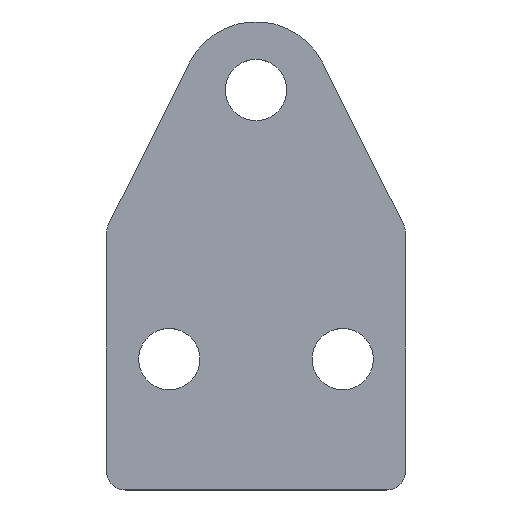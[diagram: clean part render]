
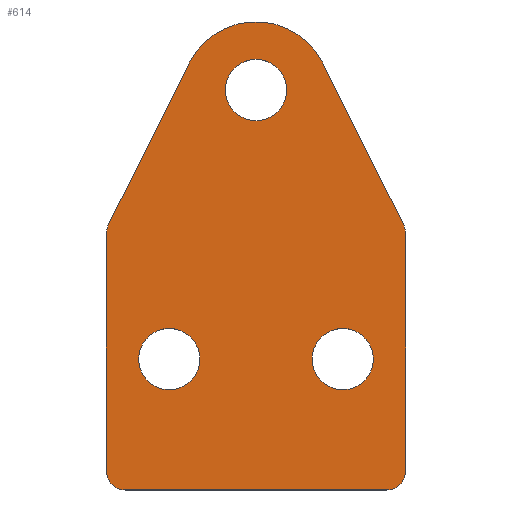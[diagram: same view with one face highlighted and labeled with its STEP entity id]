
A CAD part, top view. The second image highlights one B-rep face of the part: STEP entity #614.
In plain terms, the highlighted planar face has unit normal (0, 0, 1).
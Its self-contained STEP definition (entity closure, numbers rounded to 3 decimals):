
#14 = VERTEX_POINT ( 'NONE', #275 ) ;
#17 = FACE_OUTER_BOUND ( 'NONE', #25, .T. ) ;
#18 = AXIS2_PLACEMENT_3D ( 'NONE', #123, #562, #42 ) ;
#22 = FACE_BOUND ( 'NONE', #496, .T. ) ;
#25 = EDGE_LOOP ( 'NONE', ( #385, #161, #536, #533, #567, #393, #518, #52, #368, #590 ) ) ;
#28 = DIRECTION ( 'NONE',  ( 1., 0., 0. ) ) ;
#33 = EDGE_CURVE ( 'NONE', #197, #552, #454, .T. ) ;
#37 = VECTOR ( 'NONE', #65, 1000. ) ;
#39 = AXIS2_PLACEMENT_3D ( 'NONE', #528, #169, #28 ) ;
#42 = DIRECTION ( 'NONE',  ( 1., 0., 0. ) ) ;
#45 = EDGE_CURVE ( 'NONE', #552, #197, #627, .T. ) ;
#47 = AXIS2_PLACEMENT_3D ( 'NONE', #227, #522, #88 ) ;
#49 = ORIENTED_EDGE ( 'NONE', *, *, #278, .F. ) ;
#51 = DIRECTION ( 'NONE',  ( 1., 0., 0. ) ) ;
#52 = ORIENTED_EDGE ( 'NONE', *, *, #345, .T. ) ;
#64 = VERTEX_POINT ( 'NONE', #187 ) ;
#65 = DIRECTION ( 'NONE',  ( -0.447, -0.894, 0. ) ) ;
#71 = VECTOR ( 'NONE', #557, 1000. ) ;
#73 = CARTESIAN_POINT ( 'NONE',  ( -20., -15., 3. ) ) ;
#74 = DIRECTION ( 'NONE',  ( 0., 0., 1. ) ) ;
#77 = CARTESIAN_POINT ( 'NONE',  ( 19.736, 18.028, 3. ) ) ;
#78 = EDGE_CURVE ( 'NONE', #153, #402, #106, .T. ) ;
#88 = DIRECTION ( 'NONE',  ( 1., 0., 0. ) ) ;
#98 = CARTESIAN_POINT ( 'NONE',  ( 20., -17.5, 3. ) ) ;
#102 = LINE ( 'NONE', #98, #510 ) ;
#103 = CIRCLE ( 'NONE', #335, 2.5 ) ;
#104 = DIRECTION ( 'NONE',  ( 1., 0., 0. ) ) ;
#106 = CIRCLE ( 'NONE', #39, 10. ) ;
#110 = LINE ( 'NONE', #295, #579 ) ;
#115 = VERTEX_POINT ( 'NONE', #560 ) ;
#118 = ORIENTED_EDGE ( 'NONE', *, *, #33, .F. ) ;
#119 = DIRECTION ( 'NONE',  ( 1., 0., 0. ) ) ;
#123 = CARTESIAN_POINT ( 'NONE',  ( -11.6, 0., 3. ) ) ;
#139 = LINE ( 'NONE', #271, #273 ) ;
#147 = CIRCLE ( 'NONE', #508, 2.5 ) ;
#151 = DIRECTION ( 'NONE',  ( 0., 0., 1. ) ) ;
#153 = VERTEX_POINT ( 'NONE', #504 ) ;
#156 = DIRECTION ( 'NONE',  ( 1., 0., 0. ) ) ;
#161 = ORIENTED_EDGE ( 'NONE', *, *, #78, .T. ) ;
#163 = AXIS2_PLACEMENT_3D ( 'NONE', #531, #151, #287 ) ;
#169 = DIRECTION ( 'NONE',  ( 0., 0., 1. ) ) ;
#171 = FACE_BOUND ( 'NONE', #343, .T. ) ;
#187 = CARTESIAN_POINT ( 'NONE',  ( -4.1, 36., 3. ) ) ;
#188 = EDGE_CURVE ( 'NONE', #631, #260, #337, .T. ) ;
#192 = AXIS2_PLACEMENT_3D ( 'NONE', #342, #213, #268 ) ;
#193 = CARTESIAN_POINT ( 'NONE',  ( -17.5, -15., 3. ) ) ;
#195 = DIRECTION ( 'NONE',  ( 0., 0., 1. ) ) ;
#197 = VERTEX_POINT ( 'NONE', #384 ) ;
#198 = DIRECTION ( 'NONE',  ( 0., 0., 1. ) ) ;
#199 = CIRCLE ( 'NONE', #491, 2.5 ) ;
#200 = EDGE_CURVE ( 'NONE', #456, #214, #102, .T. ) ;
#206 = EDGE_CURVE ( 'NONE', #64, #548, #559, .T. ) ;
#212 = CARTESIAN_POINT ( 'NONE',  ( 0., 0., 3. ) ) ;
#213 = DIRECTION ( 'NONE',  ( 0., 0., 1. ) ) ;
#214 = VERTEX_POINT ( 'NONE', #436 ) ;
#227 = CARTESIAN_POINT ( 'NONE',  ( -11.6, 0., 3. ) ) ;
#235 = EDGE_CURVE ( 'NONE', #260, #631, #274, .T. ) ;
#240 = DIRECTION ( 'NONE',  ( 0., 0., 1. ) ) ;
#257 = LINE ( 'NONE', #595, #37 ) ;
#260 = VERTEX_POINT ( 'NONE', #483 ) ;
#261 = CARTESIAN_POINT ( 'NONE',  ( -17.5, -17.5, 3. ) ) ;
#264 = LINE ( 'NONE', #553, #71 ) ;
#265 = DIRECTION ( 'NONE',  ( 1., 0., 0. ) ) ;
#268 = DIRECTION ( 'NONE',  ( 1., 0., 0. ) ) ;
#271 = CARTESIAN_POINT ( 'NONE',  ( -20., -17.5, 3. ) ) ;
#273 = VECTOR ( 'NONE', #325, 1000. ) ;
#274 = CIRCLE ( 'NONE', #398, 4.1 ) ;
#275 = CARTESIAN_POINT ( 'NONE',  ( -19.736, 18.028, 3. ) ) ;
#278 = EDGE_CURVE ( 'NONE', #548, #64, #347, .T. ) ;
#284 = EDGE_CURVE ( 'NONE', #597, #607, #103, .T. ) ;
#287 = DIRECTION ( 'NONE',  ( 1., 0., 0. ) ) ;
#294 = EDGE_CURVE ( 'NONE', #607, #115, #110, .T. ) ;
#295 = CARTESIAN_POINT ( 'NONE',  ( -20., -17.5, 3. ) ) ;
#303 = VERTEX_POINT ( 'NONE', #77 ) ;
#305 = CARTESIAN_POINT ( 'NONE',  ( -20., 16.91, 3. ) ) ;
#306 = DIRECTION ( 'NONE',  ( 0., 0., 1. ) ) ;
#318 = EDGE_CURVE ( 'NONE', #14, #539, #413, .T. ) ;
#325 = DIRECTION ( 'NONE',  ( 0., -1., 0. ) ) ;
#333 = CARTESIAN_POINT ( 'NONE',  ( 11.6, 0., 3. ) ) ;
#335 = AXIS2_PLACEMENT_3D ( 'NONE', #193, #378, #575 ) ;
#337 = CIRCLE ( 'NONE', #163, 4.1 ) ;
#342 = CARTESIAN_POINT ( 'NONE',  ( -17.5, 16.91, 3. ) ) ;
#343 = EDGE_LOOP ( 'NONE', ( #390, #592 ) ) ;
#344 = ORIENTED_EDGE ( 'NONE', *, *, #45, .F. ) ;
#345 = EDGE_CURVE ( 'NONE', #115, #456, #199, .T. ) ;
#347 = CIRCLE ( 'NONE', #364, 4.1 ) ;
#353 = EDGE_CURVE ( 'NONE', #214, #303, #147, .T. ) ;
#360 = AXIS2_PLACEMENT_3D ( 'NONE', #479, #198, #156 ) ;
#364 = AXIS2_PLACEMENT_3D ( 'NONE', #574, #195, #104 ) ;
#368 = ORIENTED_EDGE ( 'NONE', *, *, #200, .T. ) ;
#376 = DIRECTION ( 'NONE',  ( 1., 0., 0. ) ) ;
#378 = DIRECTION ( 'NONE',  ( 0., 0., 1. ) ) ;
#384 = CARTESIAN_POINT ( 'NONE',  ( -15.7, 0., 3. ) ) ;
#385 = ORIENTED_EDGE ( 'NONE', *, *, #612, .T. ) ;
#390 = ORIENTED_EDGE ( 'NONE', *, *, #235, .F. ) ;
#392 = DIRECTION ( 'NONE',  ( 0., 0., 1. ) ) ;
#393 = ORIENTED_EDGE ( 'NONE', *, *, #284, .T. ) ;
#398 = AXIS2_PLACEMENT_3D ( 'NONE', #333, #240, #51 ) ;
#402 = VERTEX_POINT ( 'NONE', #445 ) ;
#406 = CARTESIAN_POINT ( 'NONE',  ( -7.5, 0., 3. ) ) ;
#413 = CIRCLE ( 'NONE', #192, 2.5 ) ;
#414 = EDGE_LOOP ( 'NONE', ( #118, #344 ) ) ;
#430 = AXIS2_PLACEMENT_3D ( 'NONE', #212, #392, #119 ) ;
#436 = CARTESIAN_POINT ( 'NONE',  ( 20., 16.91, 3. ) ) ;
#445 = CARTESIAN_POINT ( 'NONE',  ( -8.944, 39.611, 3. ) ) ;
#454 = CIRCLE ( 'NONE', #47, 4.1 ) ;
#456 = VERTEX_POINT ( 'NONE', #516 ) ;
#457 = CARTESIAN_POINT ( 'NONE',  ( 4.1, 36., 3. ) ) ;
#465 = EDGE_CURVE ( 'NONE', #539, #597, #139, .T. ) ;
#479 = CARTESIAN_POINT ( 'NONE',  ( 0., 36., 3. ) ) ;
#483 = CARTESIAN_POINT ( 'NONE',  ( 7.5, 0., 3. ) ) ;
#491 = AXIS2_PLACEMENT_3D ( 'NONE', #596, #74, #554 ) ;
#496 = EDGE_LOOP ( 'NONE', ( #589, #49 ) ) ;
#499 = CARTESIAN_POINT ( 'NONE',  ( 15.7, 0., 3. ) ) ;
#504 = CARTESIAN_POINT ( 'NONE',  ( 8.944, 39.611, 3. ) ) ;
#508 = AXIS2_PLACEMENT_3D ( 'NONE', #600, #306, #265 ) ;
#510 = VECTOR ( 'NONE', #585, 1000. ) ;
#516 = CARTESIAN_POINT ( 'NONE',  ( 20., -15., 3. ) ) ;
#518 = ORIENTED_EDGE ( 'NONE', *, *, #294, .T. ) ;
#522 = DIRECTION ( 'NONE',  ( 0., 0., 1. ) ) ;
#528 = CARTESIAN_POINT ( 'NONE',  ( 0., 35.139, 3. ) ) ;
#531 = CARTESIAN_POINT ( 'NONE',  ( 11.6, 0., 3. ) ) ;
#533 = ORIENTED_EDGE ( 'NONE', *, *, #318, .T. ) ;
#536 = ORIENTED_EDGE ( 'NONE', *, *, #573, .T. ) ;
#539 = VERTEX_POINT ( 'NONE', #305 ) ;
#544 = FACE_BOUND ( 'NONE', #414, .T. ) ;
#548 = VERTEX_POINT ( 'NONE', #457 ) ;
#550 = PLANE ( 'NONE',  #430 ) ;
#552 = VERTEX_POINT ( 'NONE', #406 ) ;
#553 = CARTESIAN_POINT ( 'NONE',  ( 0., 57.5, 3. ) ) ;
#554 = DIRECTION ( 'NONE',  ( 1., 0., 0. ) ) ;
#557 = DIRECTION ( 'NONE',  ( -0.447, 0.894, 0. ) ) ;
#559 = CIRCLE ( 'NONE', #360, 4.1 ) ;
#560 = CARTESIAN_POINT ( 'NONE',  ( 17.5, -17.5, 3. ) ) ;
#562 = DIRECTION ( 'NONE',  ( 0., 0., 1. ) ) ;
#567 = ORIENTED_EDGE ( 'NONE', *, *, #465, .T. ) ;
#573 = EDGE_CURVE ( 'NONE', #402, #14, #257, .T. ) ;
#574 = CARTESIAN_POINT ( 'NONE',  ( 0., 36., 3. ) ) ;
#575 = DIRECTION ( 'NONE',  ( 1., 0., 0. ) ) ;
#579 = VECTOR ( 'NONE', #376, 1000. ) ;
#585 = DIRECTION ( 'NONE',  ( 0., 1., 0. ) ) ;
#589 = ORIENTED_EDGE ( 'NONE', *, *, #206, .F. ) ;
#590 = ORIENTED_EDGE ( 'NONE', *, *, #353, .T. ) ;
#592 = ORIENTED_EDGE ( 'NONE', *, *, #188, .F. ) ;
#595 = CARTESIAN_POINT ( 'NONE',  ( -20., 17.5, 3. ) ) ;
#596 = CARTESIAN_POINT ( 'NONE',  ( 17.5, -15., 3. ) ) ;
#597 = VERTEX_POINT ( 'NONE', #73 ) ;
#600 = CARTESIAN_POINT ( 'NONE',  ( 17.5, 16.91, 3. ) ) ;
#607 = VERTEX_POINT ( 'NONE', #261 ) ;
#612 = EDGE_CURVE ( 'NONE', #303, #153, #264, .T. ) ;
#614 = ADVANCED_FACE ( 'NONE', ( #171, #17, #544, #22 ), #550, .T. ) ;
#627 = CIRCLE ( 'NONE', #18, 4.1 ) ;
#631 = VERTEX_POINT ( 'NONE', #499 ) ;
